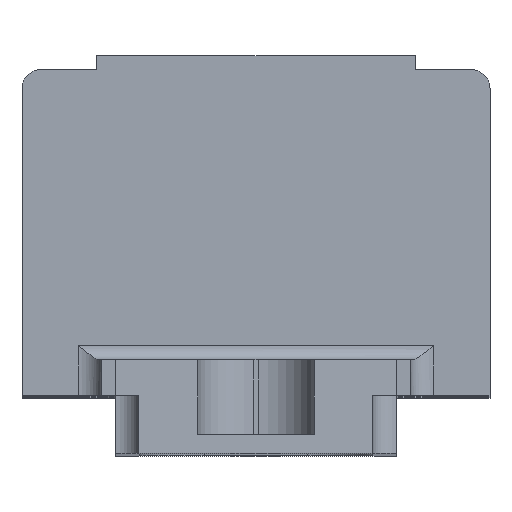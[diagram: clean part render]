
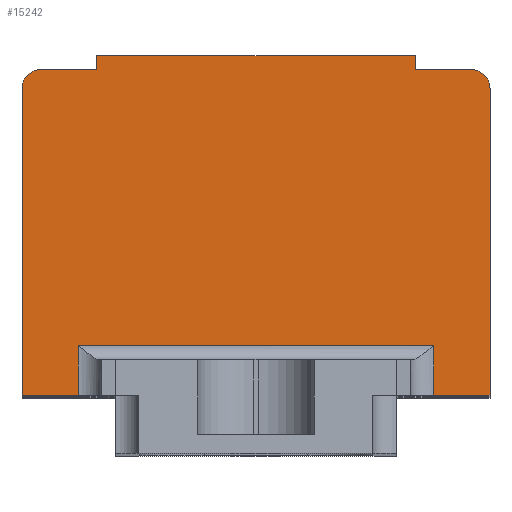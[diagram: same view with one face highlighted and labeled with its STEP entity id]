
A CAD part, top view. The second image highlights one B-rep face of the part: STEP entity #15242.
In plain terms, the highlighted planar face has unit normal (0, 0, 1).
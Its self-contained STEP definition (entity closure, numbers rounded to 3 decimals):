
#4512=DIRECTION('',(-1.,0.,0.));
#4513=VECTOR('',#4512,6.);
#4514=CARTESIAN_POINT('',(-19.,6.2,184.1));
#4515=LINE('',#4514,#4513);
#4516=DIRECTION('',(0.,1.,0.));
#4517=VECTOR('',#4516,32.8);
#4518=CARTESIAN_POINT('',(-25.,6.2,184.1));
#4519=LINE('',#4518,#4517);
#4520=CARTESIAN_POINT('',(-23.,39.,184.1));
#4521=DIRECTION('',(0.,0.,-1.));
#4522=DIRECTION('',(-1.,0.,0.));
#4523=AXIS2_PLACEMENT_3D('',#4520,#4521,#4522);
#4525=DIRECTION('',(1.,0.,0.));
#4526=VECTOR('',#4525,6.);
#4527=CARTESIAN_POINT('',(-23.,41.,184.1));
#4528=LINE('',#4527,#4526);
#4529=DIRECTION('',(0.,1.,0.));
#4530=VECTOR('',#4529,1.5);
#4531=CARTESIAN_POINT('',(-17.,41.,184.1));
#4532=LINE('',#4531,#4530);
#4533=DIRECTION('',(1.,0.,0.));
#4534=VECTOR('',#4533,34.);
#4535=CARTESIAN_POINT('',(-17.,42.5,184.1));
#4536=LINE('',#4535,#4534);
#4537=DIRECTION('',(0.,-1.,0.));
#4538=VECTOR('',#4537,1.5);
#4539=CARTESIAN_POINT('',(17.,42.5,184.1));
#4540=LINE('',#4539,#4538);
#4541=DIRECTION('',(1.,0.,0.));
#4542=VECTOR('',#4541,6.);
#4543=CARTESIAN_POINT('',(17.,41.,184.1));
#4544=LINE('',#4543,#4542);
#4545=CARTESIAN_POINT('',(23.,39.,184.1));
#4546=DIRECTION('',(0.,0.,-1.));
#4547=DIRECTION('',(0.,1.,0.));
#4548=AXIS2_PLACEMENT_3D('',#4545,#4546,#4547);
#4550=DIRECTION('',(0.,-1.,0.));
#4551=VECTOR('',#4550,32.8);
#4552=CARTESIAN_POINT('',(25.,39.,184.1));
#4553=LINE('',#4552,#4551);
#4554=DIRECTION('',(-1.,0.,0.));
#4555=VECTOR('',#4554,6.);
#4556=CARTESIAN_POINT('',(25.,6.2,184.1));
#4557=LINE('',#4556,#4555);
#4578=DIRECTION('',(1.,0.,0.));
#4579=VECTOR('',#4578,38.);
#4580=CARTESIAN_POINT('',(-19.,11.5,184.1));
#4581=LINE('',#4580,#4579);
#4598=DIRECTION('',(0.,1.,0.));
#4599=VECTOR('',#4598,5.3);
#4600=CARTESIAN_POINT('',(-19.,6.2,184.1));
#4601=LINE('',#4600,#4599);
#4787=DIRECTION('',(0.,-1.,0.));
#4788=VECTOR('',#4787,5.3);
#4789=CARTESIAN_POINT('',(19.,11.5,184.1));
#4790=LINE('',#4789,#4788);
#8289=CARTESIAN_POINT('',(-25.,6.2,184.1));
#8290=CARTESIAN_POINT('',(-25.,39.,184.1));
#8291=VERTEX_POINT('',#8289);
#8292=VERTEX_POINT('',#8290);
#8293=CARTESIAN_POINT('',(-23.,41.,184.1));
#8294=VERTEX_POINT('',#8293);
#8295=CARTESIAN_POINT('',(-17.,41.,184.1));
#8296=VERTEX_POINT('',#8295);
#8297=CARTESIAN_POINT('',(-17.,42.5,184.1));
#8298=VERTEX_POINT('',#8297);
#8299=CARTESIAN_POINT('',(17.,42.5,184.1));
#8300=VERTEX_POINT('',#8299);
#8301=CARTESIAN_POINT('',(17.,41.,184.1));
#8302=VERTEX_POINT('',#8301);
#8303=CARTESIAN_POINT('',(23.,41.,184.1));
#8304=VERTEX_POINT('',#8303);
#8305=CARTESIAN_POINT('',(25.,39.,184.1));
#8306=VERTEX_POINT('',#8305);
#8307=CARTESIAN_POINT('',(25.,6.2,184.1));
#8308=VERTEX_POINT('',#8307);
#8417=CARTESIAN_POINT('',(19.,6.2,184.1));
#8418=VERTEX_POINT('',#8417);
#8423=CARTESIAN_POINT('',(-19.,6.2,184.1));
#8424=VERTEX_POINT('',#8423);
#8481=CARTESIAN_POINT('',(-19.,11.5,184.1));
#8482=CARTESIAN_POINT('',(19.,11.5,184.1));
#8483=VERTEX_POINT('',#8481);
#8484=VERTEX_POINT('',#8482);
#15209=CARTESIAN_POINT('',(0.,0.,184.1));
#15210=DIRECTION('',(0.,0.,-1.));
#15211=DIRECTION('',(-1.,0.,0.));
#15212=AXIS2_PLACEMENT_3D('',#15209,#15210,#15211);
#15213=PLANE('',#15212);
#15215=ORIENTED_EDGE('',*,*,#15214,.F.);
#15217=ORIENTED_EDGE('',*,*,#15216,.F.);
#15219=ORIENTED_EDGE('',*,*,#15218,.T.);
#15221=ORIENTED_EDGE('',*,*,#15220,.T.);
#15223=ORIENTED_EDGE('',*,*,#15222,.T.);
#15225=ORIENTED_EDGE('',*,*,#15224,.T.);
#15227=ORIENTED_EDGE('',*,*,#15226,.T.);
#15229=ORIENTED_EDGE('',*,*,#15228,.T.);
#15231=ORIENTED_EDGE('',*,*,#15230,.T.);
#15233=ORIENTED_EDGE('',*,*,#15232,.T.);
#15235=ORIENTED_EDGE('',*,*,#15234,.T.);
#15236=ORIENTED_EDGE('',*,*,#15200,.T.);
#15237=ORIENTED_EDGE('',*,*,#11067,.T.);
#15239=ORIENTED_EDGE('',*,*,#15238,.F.);
#15240=EDGE_LOOP('',(#15215,#15217,#15219,#15221,#15223,#15225,#15227,#15229,
#15231,#15233,#15235,#15236,#15237,#15239));
#15241=FACE_OUTER_BOUND('',#15240,.F.);
#15242=ADVANCED_FACE('',(#15241),#15213,.F.);
#4524=CIRCLE('',#4523,2.);
#4549=CIRCLE('',#4548,2.);
#11067=EDGE_CURVE('',#8308,#8418,#4557,.T.);
#15200=EDGE_CURVE('',#8306,#8308,#4553,.T.);
#15214=EDGE_CURVE('',#8483,#8484,#4581,.T.);
#15216=EDGE_CURVE('',#8424,#8483,#4601,.T.);
#15218=EDGE_CURVE('',#8424,#8291,#4515,.T.);
#15220=EDGE_CURVE('',#8291,#8292,#4519,.T.);
#15222=EDGE_CURVE('',#8292,#8294,#4524,.T.);
#15224=EDGE_CURVE('',#8294,#8296,#4528,.T.);
#15226=EDGE_CURVE('',#8296,#8298,#4532,.T.);
#15228=EDGE_CURVE('',#8298,#8300,#4536,.T.);
#15230=EDGE_CURVE('',#8300,#8302,#4540,.T.);
#15232=EDGE_CURVE('',#8302,#8304,#4544,.T.);
#15234=EDGE_CURVE('',#8304,#8306,#4549,.T.);
#15238=EDGE_CURVE('',#8484,#8418,#4790,.T.);
